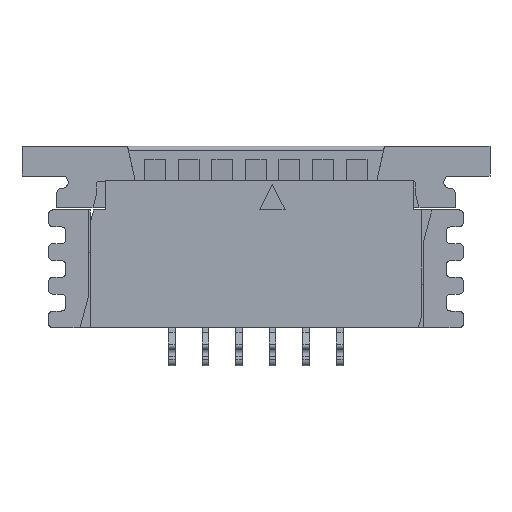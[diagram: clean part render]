
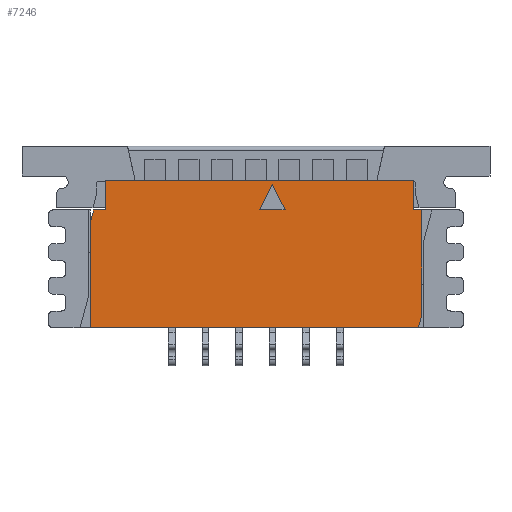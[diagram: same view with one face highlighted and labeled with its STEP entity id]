
A CAD part, front view. The second image highlights one B-rep face of the part: STEP entity #7246.
In plain terms, the highlighted planar face has unit normal (0, -1, 0).
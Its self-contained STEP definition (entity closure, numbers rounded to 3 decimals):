
#13=DIRECTION('',(0.259,0.,0.966));
#14=VECTOR('',#13,0.386);
#15=CARTESIAN_POINT('',(-4.935,-1.245,-1.243));
#16=LINE('',#15,#14);
#17=DIRECTION('',(1.,0.,0.));
#18=VECTOR('',#17,0.36);
#19=CARTESIAN_POINT('',(-4.835,-1.245,-0.87));
#20=LINE('',#19,#18);
#21=DIRECTION('',(0.,0.,1.));
#22=VECTOR('',#21,0.87);
#23=CARTESIAN_POINT('',(-4.475,-1.245,-0.87));
#24=LINE('',#23,#22);
#25=DIRECTION('',(0.,0.,-1.));
#26=VECTOR('',#25,0.87);
#27=CARTESIAN_POINT('',(4.675,-1.245,0.));
#28=LINE('',#27,#26);
#29=DIRECTION('',(1.,0.,0.));
#30=VECTOR('',#29,0.26);
#31=CARTESIAN_POINT('',(4.675,-1.245,-0.87));
#32=LINE('',#31,#30);
#33=DIRECTION('',(0.,0.,1.));
#34=VECTOR('',#33,3.127);
#35=CARTESIAN_POINT('',(4.935,-1.245,-3.997));
#36=LINE('',#35,#34);
#37=DIRECTION('',(-0.259,0.,-0.966));
#38=VECTOR('',#37,0.386);
#39=CARTESIAN_POINT('',(4.935,-1.245,-3.997));
#40=LINE('',#39,#38);
#41=DIRECTION('',(-1.,0.,0.));
#42=VECTOR('',#41,9.77);
#43=CARTESIAN_POINT('',(4.835,-1.245,-4.37));
#44=LINE('',#43,#42);
#45=DIRECTION('',(0.,0.,1.));
#46=VECTOR('',#45,3.127);
#47=CARTESIAN_POINT('',(-4.935,-1.245,-4.37));
#48=LINE('',#47,#46);
#49=DIRECTION('',(-0.447,0.,0.894));
#50=VECTOR('',#49,0.85);
#51=CARTESIAN_POINT('',(0.865,-1.245,-0.87));
#52=LINE('',#51,#50);
#53=DIRECTION('',(-0.447,0.,-0.894));
#54=VECTOR('',#53,0.85);
#55=CARTESIAN_POINT('',(0.485,-1.245,-0.11));
#56=LINE('',#55,#54);
#57=DIRECTION('',(1.,0.,0.));
#58=VECTOR('',#57,0.76);
#59=CARTESIAN_POINT('',(0.105,-1.245,-0.87));
#60=LINE('',#59,#58);
#3052=DIRECTION('',(-1.,0.,0.));
#3053=VECTOR('',#3052,9.15);
#3054=CARTESIAN_POINT('',(4.675,-1.245,0.));
#3055=LINE('',#3054,#3053);
#5495=CARTESIAN_POINT('',(-4.475,-1.245,-0.87));
#5496=CARTESIAN_POINT('',(-4.475,-1.245,0.));
#5497=VERTEX_POINT('',#5495);
#5498=VERTEX_POINT('',#5496);
#5499=CARTESIAN_POINT('',(4.675,-1.245,0.));
#5500=CARTESIAN_POINT('',(4.675,-1.245,-0.87));
#5501=VERTEX_POINT('',#5499);
#5502=VERTEX_POINT('',#5500);
#5514=CARTESIAN_POINT('',(-4.935,-1.245,-4.37));
#5516=VERTEX_POINT('',#5514);
#5519=CARTESIAN_POINT('',(4.935,-1.245,-0.87));
#5520=VERTEX_POINT('',#5519);
#6781=CARTESIAN_POINT('',(0.865,-1.245,-0.87));
#6782=CARTESIAN_POINT('',(0.485,-1.245,-0.11));
#6783=VERTEX_POINT('',#6781);
#6784=VERTEX_POINT('',#6782);
#6785=CARTESIAN_POINT('',(0.105,-1.245,-0.87));
#6786=VERTEX_POINT('',#6785);
#6799=CARTESIAN_POINT('',(-4.935,-1.245,-1.243));
#6800=CARTESIAN_POINT('',(-4.835,-1.245,-0.87));
#6801=VERTEX_POINT('',#6799);
#6802=VERTEX_POINT('',#6800);
#6815=CARTESIAN_POINT('',(4.935,-1.245,-3.997));
#6816=CARTESIAN_POINT('',(4.835,-1.245,-4.37));
#6817=VERTEX_POINT('',#6815);
#6818=VERTEX_POINT('',#6816);
#7211=CARTESIAN_POINT('',(0.,-1.245,0.));
#7212=DIRECTION('',(0.,1.,0.));
#7213=DIRECTION('',(1.,0.,0.));
#7214=AXIS2_PLACEMENT_3D('',#7211,#7212,#7213);
#7215=PLANE('',#7214);
#7217=ORIENTED_EDGE('',*,*,#7216,.T.);
#7219=ORIENTED_EDGE('',*,*,#7218,.T.);
#7221=ORIENTED_EDGE('',*,*,#7220,.T.);
#7223=ORIENTED_EDGE('',*,*,#7222,.F.);
#7225=ORIENTED_EDGE('',*,*,#7224,.T.);
#7227=ORIENTED_EDGE('',*,*,#7226,.T.);
#7229=ORIENTED_EDGE('',*,*,#7228,.F.);
#7231=ORIENTED_EDGE('',*,*,#7230,.T.);
#7233=ORIENTED_EDGE('',*,*,#7232,.T.);
#7235=ORIENTED_EDGE('',*,*,#7234,.T.);
#7236=EDGE_LOOP('',(#7217,#7219,#7221,#7223,#7225,#7227,#7229,#7231,#7233,
#7235));
#7237=FACE_OUTER_BOUND('',#7236,.F.);
#7239=ORIENTED_EDGE('',*,*,#7238,.T.);
#7241=ORIENTED_EDGE('',*,*,#7240,.T.);
#7243=ORIENTED_EDGE('',*,*,#7242,.T.);
#7244=EDGE_LOOP('',(#7239,#7241,#7243));
#7245=FACE_BOUND('',#7244,.F.);
#7216=EDGE_CURVE('',#6801,#6802,#16,.T.);
#7218=EDGE_CURVE('',#6802,#5497,#20,.T.);
#7220=EDGE_CURVE('',#5497,#5498,#24,.T.);
#7222=EDGE_CURVE('',#5501,#5498,#3055,.T.);
#7224=EDGE_CURVE('',#5501,#5502,#28,.T.);
#7226=EDGE_CURVE('',#5502,#5520,#32,.T.);
#7228=EDGE_CURVE('',#6817,#5520,#36,.T.);
#7230=EDGE_CURVE('',#6817,#6818,#40,.T.);
#7232=EDGE_CURVE('',#6818,#5516,#44,.T.);
#7234=EDGE_CURVE('',#5516,#6801,#48,.T.);
#7238=EDGE_CURVE('',#6783,#6784,#52,.T.);
#7240=EDGE_CURVE('',#6784,#6786,#56,.T.);
#7242=EDGE_CURVE('',#6786,#6783,#60,.T.);
#7246=ADVANCED_FACE('',(#7237,#7245),#7215,.F.);
